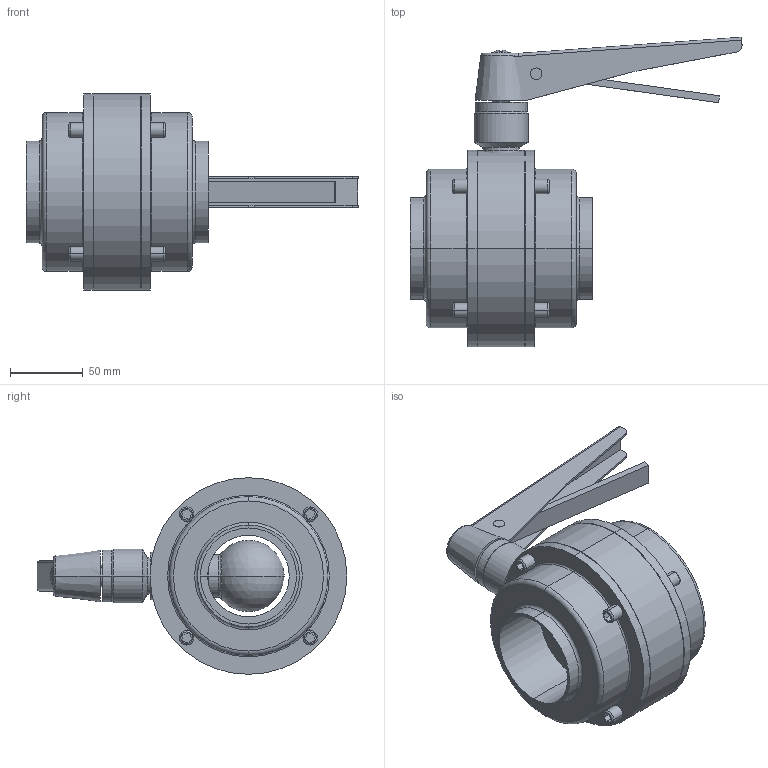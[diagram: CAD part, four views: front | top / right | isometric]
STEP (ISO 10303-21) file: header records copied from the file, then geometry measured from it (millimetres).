
FILE_DESCRIPTION (( 'STEP AP203' ), '1' );
FILE_NAME ('3D-M-4025_DN65_174401025.STEP', '2024-09-18T07:07:40', ( '' ), ( '' ), 'SwSTEP 2.0', 'SolidWorks 2024', '' );
FILE_SCHEMA (( 'CONFIG_CONTROL_DESIGN' ));
Length unit declared in the file: millimetre
Products named in the file (1): 3D-M-4025_DN65_174401025
Bounding box: 227.87 x 212.5 x 135 mm (x, y, z)
Volume: 1016793.7 mm3; surface area: 214468.2 mm2
Topology: 14 solids, 14 shells, 323 faces, 715 edges, 453 vertices
Faces by surface type: plane 135, cylinder 118, cone 36, torus 30, sphere 4
Entity records: 9027 total; most frequent: DIRECTION 1692, CARTESIAN_POINT 1490, ORIENTED_EDGE 1420, EDGE_CURVE 710, AXIS2_PLACEMENT_3D 660, VERTEX_POINT 450, EDGE_LOOP 386, VECTOR 372
